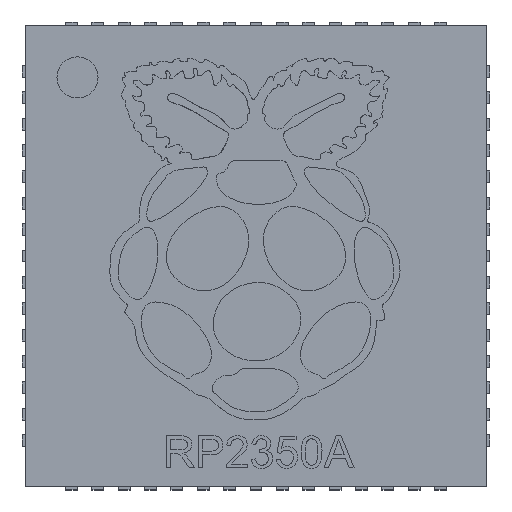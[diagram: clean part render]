
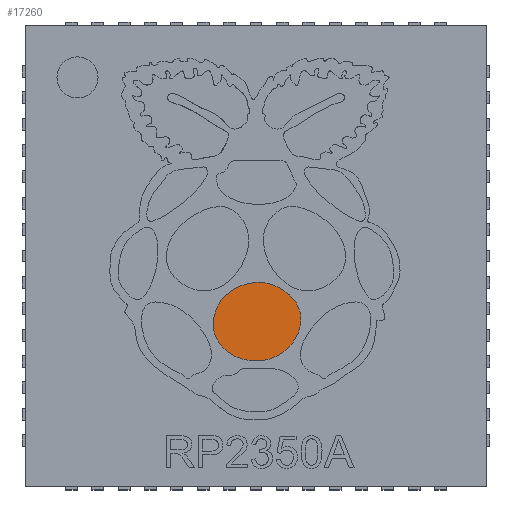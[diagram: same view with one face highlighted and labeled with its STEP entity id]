
A CAD part, top view. The second image highlights one B-rep face of the part: STEP entity #17260.
In plain terms, the highlighted planar face has unit normal (0, 0, 1).
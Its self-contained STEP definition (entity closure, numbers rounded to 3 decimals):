
#5548=ORIENTED_EDGE('',*,*,#7914,.F.);
#7914=EDGE_CURVE('',#9319,#9319,#9697,.T.);
#9319=VERTEX_POINT('',#26379);
#9697=B_SPLINE_CURVE_WITH_KNOTS('',3,(#26365,#26366,#26367,#26368,#26369,
#26370,#26371,#26372,#26373,#26374,#26375,#26376,#26377,#26378),
 .UNSPECIFIED.,.T.,.F.,(4,1,1,1,1,1,1,1,1,1,1,4),(0.,0.122,
0.176,0.25,0.332,0.404,
0.504,0.582,0.684,0.774,
0.871,1.),.UNSPECIFIED.);
#10490=EDGE_LOOP('',(#5548));
#11237=FACE_BOUND('',#10490,.T.);
#11825=PLANE('',#18207);
#17260=ADVANCED_FACE('',(#11237),#11825,.T.);
#18207=AXIS2_PLACEMENT_3D('',#26380,#20792,#20793);
#20792=DIRECTION('',(0.,0.,1.));
#20793=DIRECTION('',(1.,0.,0.));
#26365=CARTESIAN_POINT('',(-0.531,-0.681,0.95));
#26366=CARTESIAN_POINT('',(-0.435,-0.549,0.95));
#26367=CARTESIAN_POINT('',(-0.223,-0.425,0.95));
#26368=CARTESIAN_POINT('',(0.103,-0.388,0.95));
#26369=CARTESIAN_POINT('',(0.369,-0.473,0.95));
#26370=CARTESIAN_POINT('',(0.614,-0.661,0.95));
#26371=CARTESIAN_POINT('',(0.722,-0.995,0.95));
#26372=CARTESIAN_POINT('',(0.59,-1.32,0.95));
#26373=CARTESIAN_POINT('',(0.306,-1.56,0.95));
#26374=CARTESIAN_POINT('',(-0.059,-1.62,0.95));
#26375=CARTESIAN_POINT('',(-0.427,-1.5,0.95));
#26376=CARTESIAN_POINT('',(-0.711,-1.154,0.95));
#26377=CARTESIAN_POINT('',(-0.633,-0.821,0.95));
#26378=CARTESIAN_POINT('',(-0.531,-0.681,0.95));
#26379=CARTESIAN_POINT('',(-0.531,-0.681,0.95));
#26380=CARTESIAN_POINT('',(0.561,-1.31,0.95));
